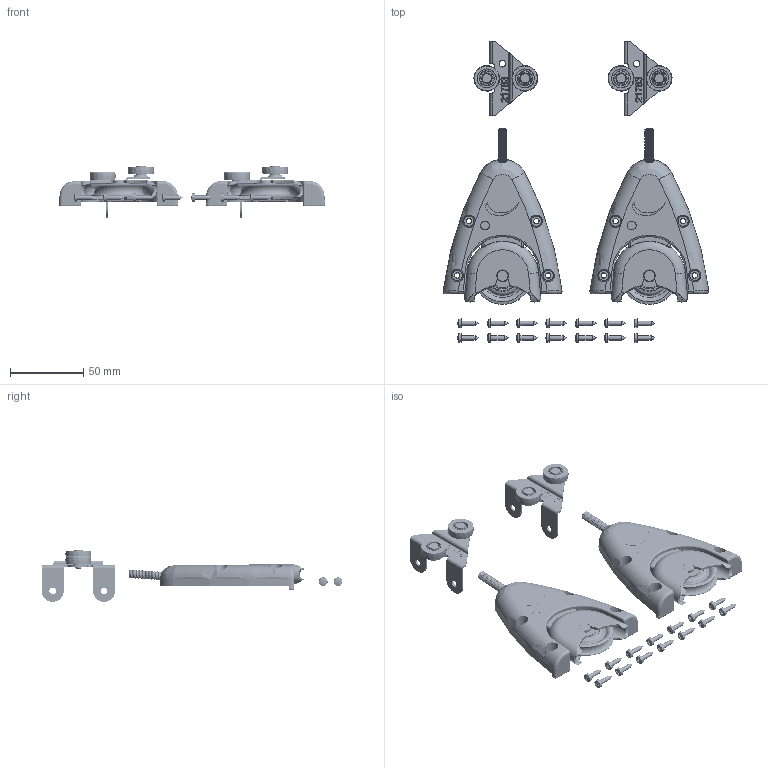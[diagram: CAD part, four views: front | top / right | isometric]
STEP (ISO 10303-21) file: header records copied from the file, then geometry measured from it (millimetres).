
FILE_DESCRIPTION(/* description */ ('GARNITURE POUR 1 PANNEAU SANS RAIL'),/* implementation_level */ '2;1');
FILE_NAME(/* name */ 'PICO59.stp',/* time_stamp */ '2019-08-20T10:39:35+02:00',/* author */ ('WG'),/* organization */ (''),/* preprocessor_version */ 'ST-DEVELOPER v17.2',/* originating_system */ 'Autodesk Inventor 2019',/* authorisation */ '');
FILE_SCHEMA (('AUTOMOTIVE_DESIGN { 1 0 10303 214 3 1 1 }'));
Products named in the file (19): PICO59; 21784_c; 21781mod210514; 21785_c; axe monture 158 2011; ressort de compression; 09145; 21780; 21780_1; 09114; 09093; vis HC M6x30 A4; 21788valc; 21788valc_1; GALB17N; DIN 625 SKF - SKF 624; DIN 625 SKF - SKF 624_1; 21787valc; 04027
Assembly tree (35 placements, depth 4):
  PICO59
    21784_c  x2
      21781mod210514
      21785_c
      axe monture 158 2011
      ressort de compression
      09145
      21780
        21780_1
        09114
      09093
      vis HC M6x30 A4
    21788valc  x2
      21788valc_1
      GALB17N
        DIN 625 SKF - SKF 624
        DIN 625 SKF - SKF 624_1
      21787valc
    04027  x14
Bounding box: 181.05 x 204.83 x 35.3 mm (x, y, z)
Volume: 93544.1 mm3; surface area: 98223.6 mm2
Topology: 58 solids, 60 shells, 3302 faces, 8768 edges, 5660 vertices
Faces by surface type: plane 1270, bspline 728, cylinder 712, torus 288, cone 182, sphere 122
Full cylindrical faces by diameter (mm): 3 x14, 3.95 x4, 4 x6, 4.1 x4, 4.5 x6, 4.917 x2, 6 x78, 6.3 x2, 6.5 x4, 6.7 x4, 6.88 x8, 7 x2, 8 x8, 8.2 x2, 10.12 x8, 10.4 x4, 12 x2, 12.564 x8, 12.8 x16, 13.55 x8, 14 x16, 16 x2, 17.436 x8, 22 x4, 39 x4
Entity records: 60260 total; most frequent: CARTESIAN_POINT 26362, ORIENTED_EDGE 7448, DIRECTION 6062, EDGE_CURVE 3724, VERTEX_POINT 2423, AXIS2_PLACEMENT_3D 2281, EDGE_LOOP 1571, LINE 1500
